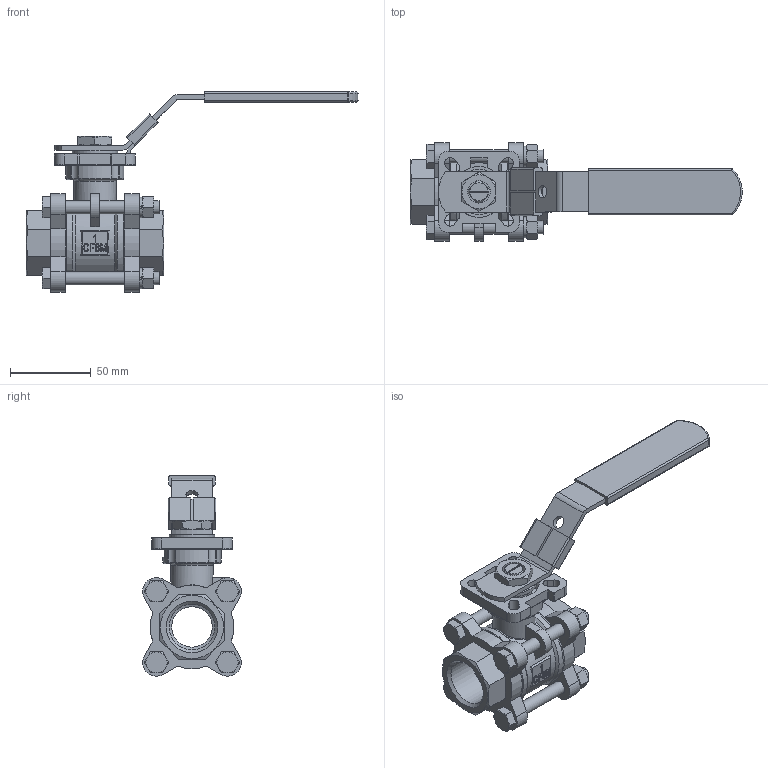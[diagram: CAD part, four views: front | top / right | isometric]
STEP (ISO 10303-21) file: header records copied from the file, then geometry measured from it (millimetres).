
FILE_DESCRIPTION(('STEP AP214'),'1');
FILE_NAME(' 1.stp','2023-12-06T03:12:37',(' '),(' '),'Spatial InterOp 3D',' ',' ');
FILE_SCHEMA(('AUTOMOTIVE_DESIGN { 1 0 10303 214 1 1 1 1 }'));
Length unit declared in the file: millimetre
Products named in the file (33): 阀体; 阀盖; 小片; 中口; 阀杆; 压环; 手柄; 锁块; 把套; 螺母 ： 标准 - M14.0 x 5.5; __1; 螺栓 ： 六角头 - M8.0 x 67.0; 弹垫8; 螺母 ： 标准 - M8.0 x 6.8; 止推垫圈; 碟形弹片; 平垫
Assembly tree (32 placements, depth 3):
  (unnamed)
    阀体
    阀盖
    阀盖
    小片
    中口
    阀杆
    压环
    手柄
    锁块
    把套
    螺母 ： 标准 - M14.0 x 5.5
    螺母 ： 标准 - M14.0 x 5.5
    __1
      螺栓 ： 六角头 - M8.0 x 67.0
      弹垫8
      螺母 ： 标准 - M8.0 x 6.8
    __1
      螺栓 ： 六角头 - M8.0 x 67.0
      弹垫8
      螺母 ： 标准 - M8.0 x 6.8
    __1
      螺栓 ： 六角头 - M8.0 x 67.0
      弹垫8
      螺母 ： 标准 - M8.0 x 6.8
    __1
      螺栓 ： 六角头 - M8.0 x 67.0
      弹垫8
      螺母 ： 标准 - M8.0 x 6.8
    止推垫圈
    碟形弹片
    碟形弹片
    平垫
Bounding box: 205.1 x 60.84 x 123.77 mm (x, y, z)
Volume: 161365.5 mm3; surface area: 96070.5 mm2
Topology: 28 solids, 28 shells, 793 faces, 1948 edges, 1217 vertices
Faces by surface type: plane 477, cylinder 153, cone 122, torus 19, sphere 17, bspline 5
Full cylindrical faces by diameter (mm): 7.5 x1, 8 x8, 8.3 x1, 8.5 x8, 8.68 x4, 12.88 x4, 13.4 x1, 14 x2, 14.2 x2, 15.5 x1, 15.7 x4, 16.1 x2, 20.5 x1, 21 x4, 21.5 x1, 25 x2, 26 x1, 28 x3, 28.295 x2, 31.5 x1, 40.5 x1, 41 x2, 44.7 x2, 51.5 x2
Entity records: 30118 total; most frequent: CARTESIAN_POINT 5025, DIRECTION 3758, ORIENTED_EDGE 3694, EDGE_CURVE 1847, AXIS2_PLACEMENT_3D 1331, VERTEX_POINT 1206, LINE 1096, VECTOR 1096
